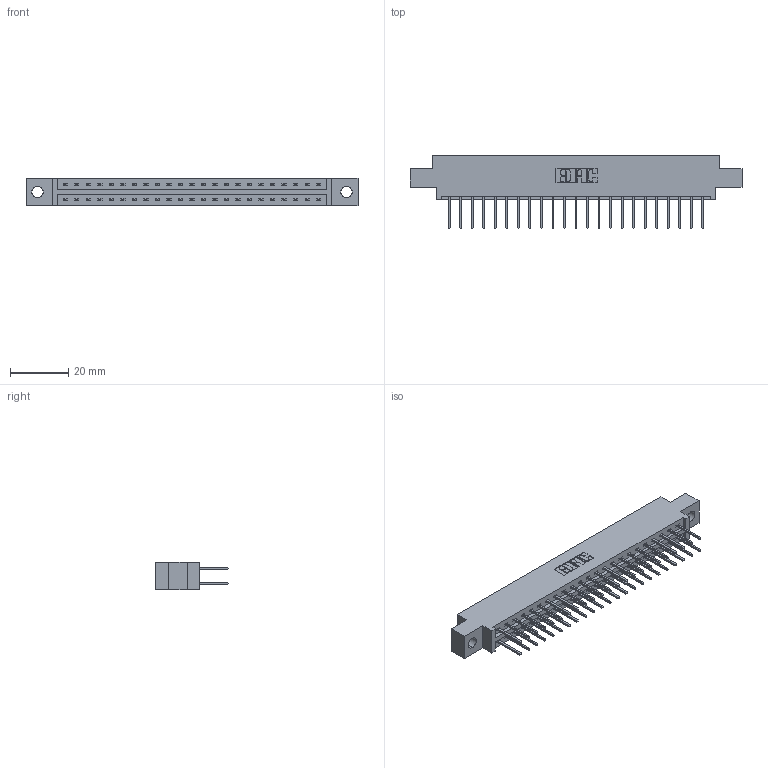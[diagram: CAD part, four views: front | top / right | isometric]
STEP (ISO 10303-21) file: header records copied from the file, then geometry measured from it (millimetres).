
FILE_DESCRIPTION (( 'STEP AP203' ), '1' );
FILE_NAME ('387-046-523-804.STEP', '2018-09-20T03:39:08', ( '' ), ( '' ), 'SwSTEP 2.0', 'SolidWorks 2016', '' );
FILE_SCHEMA (( 'CONFIG_CONTROL_DESIGN' ));
Length unit declared in the file: inch
Products named in the file (3): 337 Part_0.170 Offset - 0.156 Dia-TH; 345-292-001_345-293-123; 387-046-523-804
Assembly tree (47 placements, depth 2):
  387-046-523-804
    337 Part_0.170 Offset - 0.156 Dia-TH
    345-292-001_345-293-123  x46
Bounding box: 114.15 x 25.15 x 9.4 mm (x, y, z)
Volume: 11665.8 mm3; surface area: 13356.9 mm2
Topology: 47 solids, 47 shells, 2602 faces, 7729 edges, 5090 vertices
Faces by surface type: plane 1822, cylinder 780
Entity records: 20443 total; most frequent: CARTESIAN_POINT 3462, ORIENTED_EDGE 3398, DIRECTION 2979, EDGE_CURVE 1699, VECTOR 1571, LINE 1571, VERTEX_POINT 1130, AXIS2_PLACEMENT_3D 704
